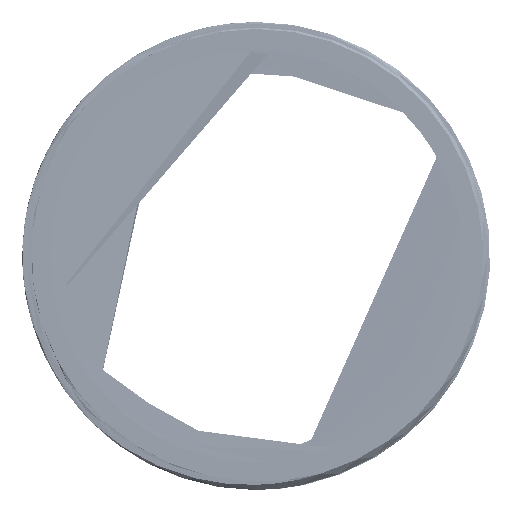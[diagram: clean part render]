
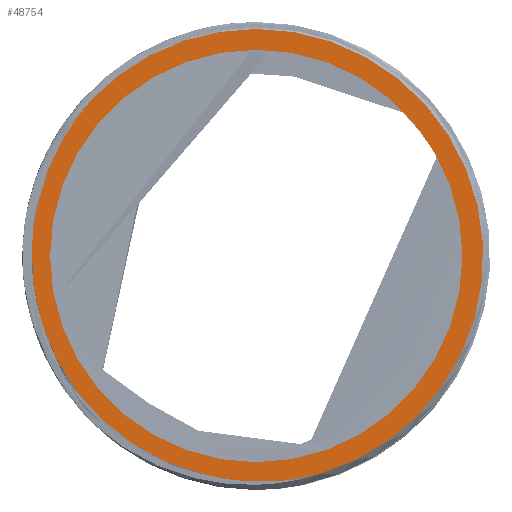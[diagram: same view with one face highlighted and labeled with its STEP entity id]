
A CAD part, left-side view. The second image highlights one B-rep face of the part: STEP entity #48754.
In plain terms, the highlighted planar face has unit normal (-1, 0, 0).
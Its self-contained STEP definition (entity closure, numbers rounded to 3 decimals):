
#843 = CARTESIAN_POINT ( 'NONE',  ( -40.707, 9.149, -13.348 ) ) ;
#915 = CARTESIAN_POINT ( 'NONE',  ( -40.707, -4.608, -15.687 ) ) ;
#2406 = CIRCLE ( 'NONE', #21080, 14.85 ) ;
#4950 = DIRECTION ( 'NONE',  ( -1., 0., 0. ) ) ;
#5073 = FACE_OUTER_BOUND ( 'NONE', #70025, .T. ) ;
#5248 = CARTESIAN_POINT ( 'NONE',  ( -40.707, 7.812, -14.171 ) ) ;
#5661 = CARTESIAN_POINT ( 'NONE',  ( -40.707, 0., 0. ) ) ;
#5961 = CARTESIAN_POINT ( 'NONE',  ( -40.707, 14.339, -7.554 ) ) ;
#6775 = CARTESIAN_POINT ( 'NONE',  ( -40.707, -1.768, -16.209 ) ) ;
#8316 = CARTESIAN_POINT ( 'NONE',  ( -40.707, 11.879, 11.234 ) ) ;
#8880 = ORIENTED_EDGE ( 'NONE', *, *, #19856, .F. ) ;
#10339 = B_SPLINE_CURVE_WITH_KNOTS ( 'NONE', 3,
 ( #12253, #56882, #24318, #6775, #51405, #43310, #37099, #70028, #15498, #42246 ),
 .UNSPECIFIED., .F., .F.,
 ( 4, 2, 2, 2, 4 ),
 ( 0.019, 0.021, 0.023, 0.025, 0.028 ),
 .UNSPECIFIED. ) ;
#10363 = CARTESIAN_POINT ( 'NONE',  ( -40.707, 15.877, 3.128 ) ) ;
#10724 = CARTESIAN_POINT ( 'NONE',  ( -40.707, 4.94, -15.436 ) ) ;
#11224 = DIRECTION ( 'NONE',  ( 0., 0., 1. ) ) ;
#11345 = CARTESIAN_POINT ( 'NONE',  ( -40.707, 0., 16.35 ) ) ;
#11786 = CARTESIAN_POINT ( 'NONE',  ( -40.707, 15.526, -4.648 ) ) ;
#12142 = DIRECTION ( 'NONE',  ( -1., 0., 0. ) ) ;
#12253 = CARTESIAN_POINT ( 'NONE',  ( -40.707, -4.608, -15.687 ) ) ;
#13065 = CARTESIAN_POINT ( 'NONE',  ( -40.707, 15.611, 4.348 ) ) ;
#14322 = EDGE_CURVE ( 'NONE', #71919, #48070, #43423, .T. ) ;
#15232 = CARTESIAN_POINT ( 'NONE',  ( -40.707, 0., 14.85 ) ) ;
#15498 = CARTESIAN_POINT ( 'NONE',  ( -40.707, 3.224, -15.881 ) ) ;
#16370 = CARTESIAN_POINT ( 'NONE',  ( -40.707, 14.85, 0. ) ) ;
#17251 = CARTESIAN_POINT ( 'NONE',  ( -40.707, 5.927, -15.085 ) ) ;
#18946 = CIRCLE ( 'NONE', #45836, 16.35 ) ;
#19856 = EDGE_CURVE ( 'NONE', #56725, #71121, #53038, .T. ) ;
#20289 = ORIENTED_EDGE ( 'NONE', *, *, #61827, .F. ) ;
#21080 = AXIS2_PLACEMENT_3D ( 'NONE', #5661, #4950, #32011 ) ;
#22391 = EDGE_CURVE ( 'NONE', #46284, #49155, #71581, .T. ) ;
#24318 = CARTESIAN_POINT ( 'NONE',  ( -40.707, -3.202, -16.018 ) ) ;
#27365 = PLANE ( 'NONE',  #43353 ) ;
#28268 = CARTESIAN_POINT ( 'NONE',  ( -40.707, 14.799, -6.608 ) ) ;
#30751 = EDGE_CURVE ( 'NONE', #71121, #56725, #2406, .T. ) ;
#32011 = DIRECTION ( 'NONE',  ( 0., 0., 1. ) ) ;
#32139 = DIRECTION ( 'NONE',  ( 0., 0., -1. ) ) ;
#32659 = CARTESIAN_POINT ( 'NONE',  ( -40.707, 16.148, 1.053 ) ) ;
#32913 = AXIS2_PLACEMENT_3D ( 'NONE', #55495, #66097, #11224 ) ;
#33207 = FACE_BOUND ( 'NONE', #36117, .T. ) ;
#34839 = ORIENTED_EDGE ( 'NONE', *, *, #38018, .T. ) ;
#35018 = CARTESIAN_POINT ( 'NONE',  ( -40.707, 12.801, 10.13 ) ) ;
#36117 = EDGE_LOOP ( 'NONE', ( #8880, #72362 ) ) ;
#36585 = ORIENTED_EDGE ( 'NONE', *, *, #62596, .F. ) ;
#37099 = CARTESIAN_POINT ( 'NONE',  ( -40.707, 1.094, -16.212 ) ) ;
#38018 = EDGE_CURVE ( 'NONE', #48070, #58297, #18946, .T. ) ;
#38149 = CARTESIAN_POINT ( 'NONE',  ( -40.707, 10.413, -12.419 ) ) ;
#38695 = DIRECTION ( 'NONE',  ( 1., 0., 0. ) ) ;
#38880 = CARTESIAN_POINT ( 'NONE',  ( -40.707, 0., 0. ) ) ;
#39595 = CARTESIAN_POINT ( 'NONE',  ( -40.707, 8.711, -13.637 ) ) ;
#41248 = CARTESIAN_POINT ( 'NONE',  ( -40.707, 14.65, 7.066 ) ) ;
#41605 = CARTESIAN_POINT ( 'NONE',  ( -40.707, 12.12, 10.969 ) ) ;
#42246 = CARTESIAN_POINT ( 'NONE',  ( -40.707, 3.923, -15.69 ) ) ;
#42447 = DIRECTION ( 'NONE',  ( -1., 0., 0. ) ) ;
#43310 = CARTESIAN_POINT ( 'NONE',  ( -40.707, 0.382, -16.258 ) ) ;
#43353 = AXIS2_PLACEMENT_3D ( 'NONE', #16370, #38695, #32139 ) ;
#43423 = CIRCLE ( 'NONE', #32913, 16.35 ) ;
#44019 = CARTESIAN_POINT ( 'NONE',  ( -40.707, 7.35, -14.416 ) ) ;
#44367 = CARTESIAN_POINT ( 'NONE',  ( -40.707, 15.796, -3.629 ) ) ;
#44742 = CARTESIAN_POINT ( 'NONE',  ( -40.707, 16.105, 1.576 ) ) ;
#45047 = CARTESIAN_POINT ( 'NONE',  ( -40.707, 11.879, 11.234 ) ) ;
#45836 = AXIS2_PLACEMENT_3D ( 'NONE', #71289, #42447, #64734 ) ;
#46284 = VERTEX_POINT ( 'NONE', #59887 ) ;
#46725 = CARTESIAN_POINT ( 'NONE',  ( -40.707, 13.998, 8.337 ) ) ;
#48070 = VERTEX_POINT ( 'NONE', #11345 ) ;
#48754 = ADVANCED_FACE ( 'NONE', ( #33207, #5073 ), #27365, .F. ) ;
#49155 = VERTEX_POINT ( 'NONE', #68650 ) ;
#49478 = AXIS2_PLACEMENT_3D ( 'NONE', #38880, #12142, #55342 ) ;
#49513 = CARTESIAN_POINT ( 'NONE',  ( -40.707, 15.759, 3.639 ) ) ;
#50594 = CARTESIAN_POINT ( 'NONE',  ( -40.707, 3.923, -15.69 ) ) ;
#50945 = CARTESIAN_POINT ( 'NONE',  ( -40.707, 16.199, -0.515 ) ) ;
#51405 = CARTESIAN_POINT ( 'NONE',  ( -40.707, -1.048, -16.257 ) ) ;
#51505 = CARTESIAN_POINT ( 'NONE',  ( -40.707, 13.631, 8.95 ) ) ;
#52579 = CARTESIAN_POINT ( 'NONE',  ( -40.707, 13.017, 9.838 ) ) ;
#53038 = CIRCLE ( 'NONE', #49478, 14.85 ) ;
#55342 = DIRECTION ( 'NONE',  ( 0., 0., 1. ) ) ;
#55495 = CARTESIAN_POINT ( 'NONE',  ( -40.707, 0., 0. ) ) ;
#56054 = CARTESIAN_POINT ( 'NONE',  ( -40.707, 13.247, -9.338 ) ) ;
#56725 = VERTEX_POINT ( 'NONE', #15232 ) ;
#56882 = CARTESIAN_POINT ( 'NONE',  ( -40.707, -3.91, -15.876 ) ) ;
#57340 = CARTESIAN_POINT ( 'NONE',  ( -40.707, 15.415, 5.048 ) ) ;
#58047 = CARTESIAN_POINT ( 'NONE',  ( -40.707, 12.352, 10.695 ) ) ;
#58155 = ORIENTED_EDGE ( 'NONE', *, *, #22391, .F. ) ;
#58297 = VERTEX_POINT ( 'NONE', #45047 ) ;
#59887 = CARTESIAN_POINT ( 'NONE',  ( -40.707, 3.923, -15.69 ) ) ;
#60446 = CARTESIAN_POINT ( 'NONE',  ( -40.707, 15.969, 2.614 ) ) ;
#61172 = CARTESIAN_POINT ( 'NONE',  ( -40.707, 12.612, -10.179 ) ) ;
#61827 = EDGE_CURVE ( 'NONE', #49155, #58297, #68006, .T. ) ;
#61874 = CARTESIAN_POINT ( 'NONE',  ( -40.707, 11.197, -11.718 ) ) ;
#62355 = ORIENTED_EDGE ( 'NONE', *, *, #14322, .T. ) ;
#62596 = EDGE_CURVE ( 'NONE', #71919, #46284, #10339, .T. ) ;
#63173 = CARTESIAN_POINT ( 'NONE',  ( -40.707, 15.759, 3.639 ) ) ;
#64734 = DIRECTION ( 'NONE',  ( 0., 0., 1. ) ) ;
#65954 = CARTESIAN_POINT ( 'NONE',  ( -40.707, 16.132, -1.564 ) ) ;
#66097 = DIRECTION ( 'NONE',  ( -1., 0., 0. ) ) ;
#66479 = CARTESIAN_POINT ( 'NONE',  ( -40.707, 0., -14.85 ) ) ;
#68006 = B_SPLINE_CURVE_WITH_KNOTS ( 'NONE', 3,
 ( #63173, #13065, #57340, #68668, #41248, #46725, #51505, #52579, #35018, #58047, #41605, #8316 ),
 .UNSPECIFIED., .F., .F.,
 ( 4, 2, 2, 2, 2, 4 ),
 ( 0., 0.002, 0.004, 0.007, 0.008, 0.009 ),
 .UNSPECIFIED. ) ;
#68650 = CARTESIAN_POINT ( 'NONE',  ( -40.707, 15.759, 3.639 ) ) ;
#68668 = CARTESIAN_POINT ( 'NONE',  ( -40.707, 14.934, 6.408 ) ) ;
#70025 = EDGE_LOOP ( 'NONE', ( #20289, #58155, #36585, #62355, #34839 ) ) ;
#70028 = CARTESIAN_POINT ( 'NONE',  ( -40.707, 2.514, -16.024 ) ) ;
#71121 = VERTEX_POINT ( 'NONE', #66479 ) ;
#71289 = CARTESIAN_POINT ( 'NONE',  ( -40.707, 0., 0. ) ) ;
#71581 = B_SPLINE_CURVE_WITH_KNOTS ( 'NONE', 3,
 ( #50594, #10724, #17251, #44019, #5248, #39595, #843, #38149, #61874, #61172, #56054, #5961, #28268, #11786, #44367, #65954, #50945, #32659, #44742, #60446, #10363, #49513 ),
 .UNSPECIFIED., .F., .F.,
 ( 4, 2, 2, 2, 2, 2, 2, 2, 2, 2, 4 ),
 ( 0., 0.003, 0.005, 0.006, 0.009, 0.013, 0.016, 0.019, 0.022, 0.024, 0.025 ),
 .UNSPECIFIED. ) ;
#71919 = VERTEX_POINT ( 'NONE', #915 ) ;
#72362 = ORIENTED_EDGE ( 'NONE', *, *, #30751, .F. ) ;
